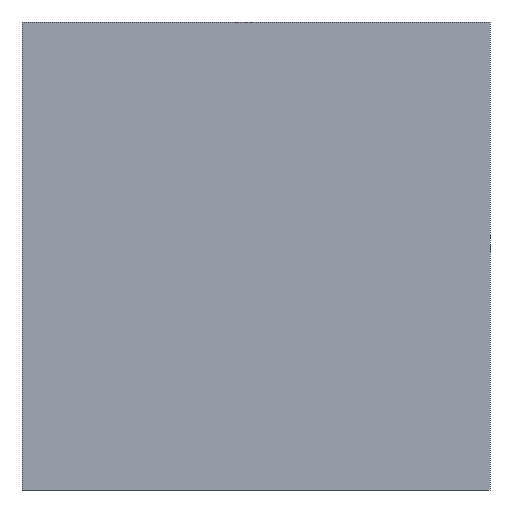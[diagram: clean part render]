
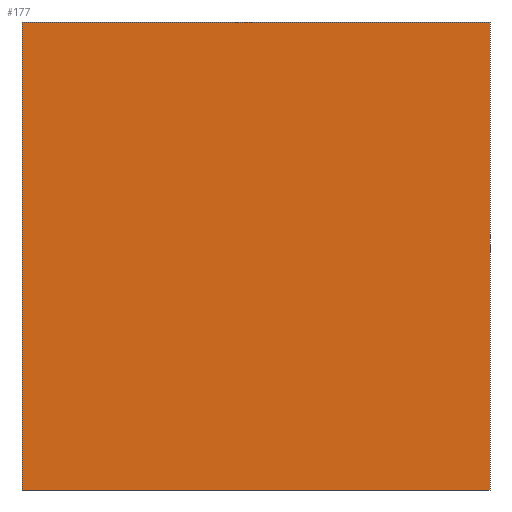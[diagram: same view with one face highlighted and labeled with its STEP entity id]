
A CAD part, front view. The second image highlights one B-rep face of the part: STEP entity #177.
In plain terms, the highlighted face is planar.
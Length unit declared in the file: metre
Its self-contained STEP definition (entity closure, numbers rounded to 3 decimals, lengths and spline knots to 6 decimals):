
#13 = CARTESIAN_POINT ( 'NONE',  ( -0.3125, 0.3125, 0.0015 ) ) ;
#36 = CARTESIAN_POINT ( 'NONE',  ( -0.3125, -0.3125, 0.0015 ) ) ;
#39 = CARTESIAN_POINT ( 'NONE',  ( 0.3125, 0.3125, 0.0015 ) ) ;
#68 = EDGE_CURVE ( 'NONE', #100, #327, #288, .T. ) ;
#79 = DIRECTION ( 'NONE',  ( -1., 0., 0. ) ) ;
#100 = VERTEX_POINT ( 'NONE', #446 ) ;
#102 = CARTESIAN_POINT ( 'NONE',  ( 0., 0., 0.0015 ) ) ;
#132 = VERTEX_POINT ( 'NONE', #13 ) ;
#138 = ORIENTED_EDGE ( 'NONE', *, *, #359, .T. ) ;
#148 = LINE ( 'NONE', #36, #273 ) ;
#172 = LINE ( 'NONE', #378, #256 ) ;
#173 = DIRECTION ( 'NONE',  ( 1., 0., 0. ) ) ;
#177 = ADVANCED_FACE ( 'NONE', ( #316 ), #486, .T. ) ;
#194 = VECTOR ( 'NONE', #499, 1. ) ;
#205 = DIRECTION ( 'NONE',  ( 0., 1., 0. ) ) ;
#215 = EDGE_CURVE ( 'NONE', #132, #313, #243, .T. ) ;
#240 = CARTESIAN_POINT ( 'NONE',  ( -0.3125, -0.3125, 0.0015 ) ) ;
#243 = LINE ( 'NONE', #271, #194 ) ;
#256 = VECTOR ( 'NONE', #79, 1. ) ;
#257 = ORIENTED_EDGE ( 'NONE', *, *, #336, .T. ) ;
#269 = DIRECTION ( 'NONE',  ( 0., 0., 1. ) ) ;
#271 = CARTESIAN_POINT ( 'NONE',  ( -0.3125, 0.3125, 0.0015 ) ) ;
#273 = VECTOR ( 'NONE', #454, 1. ) ;
#288 = LINE ( 'NONE', #39, #362 ) ;
#313 = VERTEX_POINT ( 'NONE', #240 ) ;
#316 = FACE_OUTER_BOUND ( 'NONE', #479, .T. ) ;
#327 = VERTEX_POINT ( 'NONE', #533 ) ;
#332 = ORIENTED_EDGE ( 'NONE', *, *, #68, .T. ) ;
#336 = EDGE_CURVE ( 'NONE', #313, #100, #148, .T. ) ;
#359 = EDGE_CURVE ( 'NONE', #327, #132, #172, .T. ) ;
#362 = VECTOR ( 'NONE', #205, 1. ) ;
#378 = CARTESIAN_POINT ( 'NONE',  ( -0.3125, 0.3125, 0.0015 ) ) ;
#400 = AXIS2_PLACEMENT_3D ( 'NONE', #102, #269, #173 ) ;
#446 = CARTESIAN_POINT ( 'NONE',  ( 0.3125, -0.3125, 0.0015 ) ) ;
#454 = DIRECTION ( 'NONE',  ( 1., 0., 0. ) ) ;
#459 = ORIENTED_EDGE ( 'NONE', *, *, #215, .T. ) ;
#479 = EDGE_LOOP ( 'NONE', ( #332, #138, #459, #257 ) ) ;
#486 = PLANE ( 'NONE',  #400 ) ;
#499 = DIRECTION ( 'NONE',  ( 0., -1., 0. ) ) ;
#533 = CARTESIAN_POINT ( 'NONE',  ( 0.3125, 0.3125, 0.0015 ) ) ;
